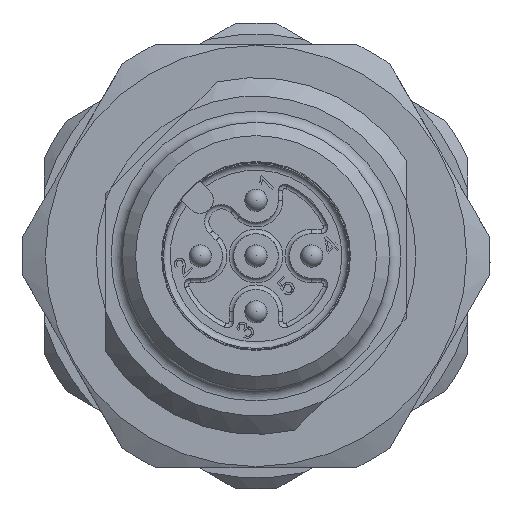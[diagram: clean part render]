
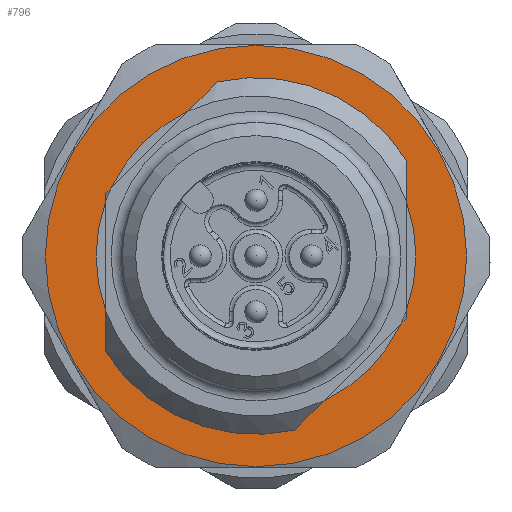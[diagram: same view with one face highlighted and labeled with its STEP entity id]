
A CAD part, left-side view. The second image highlights one B-rep face of the part: STEP entity #796.
In plain terms, the highlighted planar face has unit normal (-1, 0, 0).
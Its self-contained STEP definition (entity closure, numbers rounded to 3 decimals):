
#415=PLANE('',#4822);
#796=ADVANCED_FACE('',(#1640,#1641),#415,.T.);
#1098=LINE('',#6941,#1335);
#1100=LINE('',#6945,#1337);
#1107=LINE('',#6958,#1344);
#1108=LINE('',#6960,#1345);
#1114=LINE('',#6971,#1351);
#1121=LINE('',#6984,#1358);
#1123=LINE('',#6988,#1360);
#1129=LINE('',#6998,#1366);
#1335=VECTOR('',#5364,1.);
#1337=VECTOR('',#5366,1.);
#1344=VECTOR('',#5375,1.);
#1345=VECTOR('',#5376,1.);
#1351=VECTOR('',#5386,1.);
#1358=VECTOR('',#5393,1.);
#1360=VECTOR('',#5397,1.);
#1366=VECTOR('',#5403,1.);
#1640=FACE_BOUND('',#1850,.T.);
#1641=FACE_BOUND('',#1851,.T.);
#1850=EDGE_LOOP('',(#2521));
#1851=EDGE_LOOP('',(#2522,#2523,#2524,#2525,#2526,#2527,#2528,#2529,#2530,
#2531,#2532,#2533,#2534,#2535));
#2521=ORIENTED_EDGE('',*,*,#4015,.F.);
#2522=ORIENTED_EDGE('',*,*,#4016,.F.);
#2523=ORIENTED_EDGE('',*,*,#3950,.T.);
#2524=ORIENTED_EDGE('',*,*,#3957,.T.);
#2525=ORIENTED_EDGE('',*,*,#4017,.F.);
#2526=ORIENTED_EDGE('',*,*,#3958,.T.);
#2527=ORIENTED_EDGE('',*,*,#3765,.F.);
#2528=ORIENTED_EDGE('',*,*,#3979,.F.);
#2529=ORIENTED_EDGE('',*,*,#4018,.F.);
#2530=ORIENTED_EDGE('',*,*,#3973,.F.);
#2531=ORIENTED_EDGE('',*,*,#3971,.F.);
#2532=ORIENTED_EDGE('',*,*,#4019,.F.);
#2533=ORIENTED_EDGE('',*,*,#3964,.F.);
#2534=ORIENTED_EDGE('',*,*,#3938,.F.);
#2535=ORIENTED_EDGE('',*,*,#3948,.T.);
#3321=VERTEX_POINT('',#6208);
#3323=VERTEX_POINT('',#6211);
#3441=VERTEX_POINT('',#6911);
#3442=VERTEX_POINT('',#6913);
#3451=VERTEX_POINT('',#6942);
#3452=VERTEX_POINT('',#6944);
#3453=VERTEX_POINT('',#6946);
#3458=VERTEX_POINT('',#6959);
#3459=VERTEX_POINT('',#6961);
#3462=VERTEX_POINT('',#6972);
#3467=VERTEX_POINT('',#6983);
#3468=VERTEX_POINT('',#6985);
#3469=VERTEX_POINT('',#6989);
#3472=VERTEX_POINT('',#6997);
#3508=VERTEX_POINT('',#7497);
#3765=EDGE_CURVE('',#3321,#3323,#4401,.T.);
#3938=EDGE_CURVE('',#3441,#3442,#4464,.T.);
#3948=EDGE_CURVE('',#3441,#3451,#1098,.T.);
#3950=EDGE_CURVE('',#3453,#3452,#1100,.T.);
#3957=EDGE_CURVE('',#3452,#3458,#1107,.T.);
#3958=EDGE_CURVE('',#3459,#3323,#1108,.T.);
#3964=EDGE_CURVE('',#3442,#3462,#1114,.T.);
#3971=EDGE_CURVE('',#3467,#3468,#1121,.T.);
#3973=EDGE_CURVE('',#3468,#3469,#1123,.T.);
#3979=EDGE_CURVE('',#3472,#3321,#1129,.T.);
#4015=EDGE_CURVE('',#3508,#3508,#4498,.T.);
#4016=EDGE_CURVE('',#3453,#3451,#4499,.T.);
#4017=EDGE_CURVE('',#3459,#3458,#4500,.T.);
#4018=EDGE_CURVE('',#3469,#3472,#4501,.T.);
#4019=EDGE_CURVE('',#3462,#3467,#4502,.T.);
#4401=CIRCLE('',#4611,8.);
#4464=CIRCLE('',#4712,8.);
#4498=CIRCLE('',#4817,9.45);
#4499=CIRCLE('',#4818,7.172);
#4500=CIRCLE('',#4819,7.172);
#4501=CIRCLE('',#4820,7.172);
#4502=CIRCLE('',#4821,7.172);
#4611=AXIS2_PLACEMENT_3D('',#6210,#5061,#5062);
#4712=AXIS2_PLACEMENT_3D('',#6912,#5325,#5326);
#4817=AXIS2_PLACEMENT_3D('',#7496,#5568,#5569);
#4818=AXIS2_PLACEMENT_3D('',#7498,#5570,#5571);
#4819=AXIS2_PLACEMENT_3D('',#7499,#5572,#5573);
#4820=AXIS2_PLACEMENT_3D('',#7500,#5574,#5575);
#4821=AXIS2_PLACEMENT_3D('',#7501,#5576,#5577);
#4822=AXIS2_PLACEMENT_3D('',#7502,#5578,#5579);
#5061=DIRECTION('',(-1.,0.,0.));
#5062=DIRECTION('',(0.,0.,1.));
#5325=DIRECTION('',(-1.,0.,0.));
#5326=DIRECTION('',(0.,0.,1.));
#5364=DIRECTION('',(0.,0.,-1.));
#5366=DIRECTION('',(0.,0.,-1.));
#5375=DIRECTION('',(0.,0.707,-0.707));
#5376=DIRECTION('',(0.,0.707,-0.707));
#5386=DIRECTION('',(0.,0.707,-0.707));
#5393=DIRECTION('',(0.,0.707,-0.707));
#5397=DIRECTION('',(0.,0.,-1.));
#5403=DIRECTION('',(0.,0.,-1.));
#5568=DIRECTION('',(1.,0.,0.));
#5569=DIRECTION('',(0.,-0.866,-0.5));
#5570=DIRECTION('',(-1.,0.,0.));
#5571=DIRECTION('',(0.,0.866,0.5));
#5572=DIRECTION('',(-1.,0.,0.));
#5573=DIRECTION('',(0.,0.866,0.5));
#5574=DIRECTION('',(-1.,0.,0.));
#5575=DIRECTION('',(0.,0.866,0.5));
#5576=DIRECTION('',(-1.,0.,0.));
#5577=DIRECTION('',(0.,0.866,0.5));
#5578=DIRECTION('',(-1.,0.,0.));
#5579=DIRECTION('',(0.,0.866,0.5));
#6208=CARTESIAN_POINT('',(13.,6.75,-4.294));
#6210=CARTESIAN_POINT('',(13.,0.,0.));
#6211=CARTESIAN_POINT('',(13.,-1.737,-7.809));
#6911=CARTESIAN_POINT('',(13.,-6.75,4.294));
#6912=CARTESIAN_POINT('',(13.,0.,0.));
#6913=CARTESIAN_POINT('',(13.,1.737,7.809));
#6941=CARTESIAN_POINT('',(13.,-6.75,5.744));
#6942=CARTESIAN_POINT('',(13.,-6.75,2.424));
#6944=CARTESIAN_POINT('',(13.,-6.75,-2.796));
#6945=CARTESIAN_POINT('',(13.,-6.75,5.744));
#6946=CARTESIAN_POINT('',(13.,-6.75,-2.424));
#6958=CARTESIAN_POINT('',(13.,-6.75,-2.796));
#6959=CARTESIAN_POINT('',(13.,-6.487,-3.059));
#6960=CARTESIAN_POINT('',(13.,-6.75,-2.796));
#6961=CARTESIAN_POINT('',(13.,-3.059,-6.487));
#6971=CARTESIAN_POINT('',(13.,0.711,8.835));
#6972=CARTESIAN_POINT('',(13.,3.059,6.487));
#6983=CARTESIAN_POINT('',(13.,6.487,3.059));
#6984=CARTESIAN_POINT('',(13.,0.711,8.835));
#6985=CARTESIAN_POINT('',(13.,6.75,2.796));
#6988=CARTESIAN_POINT('',(13.,6.75,2.796));
#6989=CARTESIAN_POINT('',(13.,6.75,2.424));
#6997=CARTESIAN_POINT('',(13.,6.75,-2.424));
#6998=CARTESIAN_POINT('',(13.,6.75,2.796));
#7496=CARTESIAN_POINT('',(13.,0.,0.));
#7497=CARTESIAN_POINT('',(13.,-8.184,-4.725));
#7498=CARTESIAN_POINT('',(13.,0.,0.));
#7499=CARTESIAN_POINT('',(13.,0.,0.));
#7500=CARTESIAN_POINT('',(13.,0.,0.));
#7501=CARTESIAN_POINT('',(13.,0.,0.));
#7502=CARTESIAN_POINT('',(13.,0.,0.));
